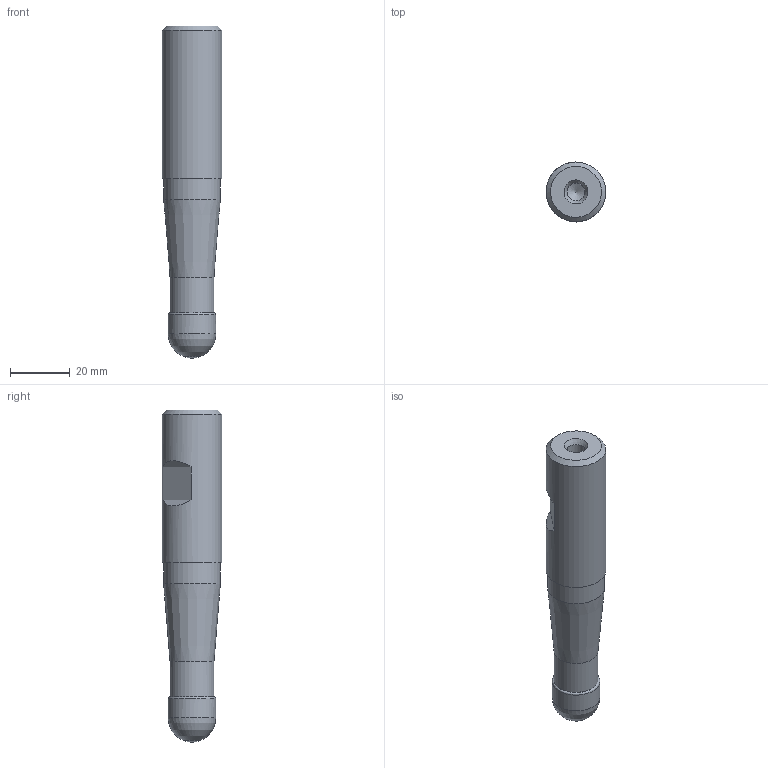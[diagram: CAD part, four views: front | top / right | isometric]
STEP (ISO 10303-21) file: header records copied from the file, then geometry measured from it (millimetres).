
FILE_DESCRIPTION(/* description */ (''),/* implementation_level */ '2;1');
FILE_NAME(/* name */ '16L2R060B20-SZP16-C_115009235ndi000_00-SIM.stp',/* time_stamp */ '2020-01-20T10:14:29+01:00',/* author */ (''),/* organization */ (''),/* preprocessor_version */ 'ST-DEVELOPER v16.7',/* originating_system */ 'SIEMENS PLM Software NX 12.0',/* authorisation */ '');
FILE_SCHEMA (('AUTOMOTIVE_DESIGN { 1 0 10303 214 3 1 1 1 }'));
Length unit declared in the file: millimetre
Products named in the file (1): hm150840C3D7e32g
Bounding box: 20 x 20 x 110.96 mm (x, y, z)
Volume: 27262.4 mm3; surface area: 9126.8 mm2
Topology: 2 solids, 2 shells, 35 faces, 87 edges, 58 vertices
Faces by surface type: revolution 14, cone 8, plane 6, cylinder 4, sphere 3
Full cylindrical faces by diameter (mm): 6 x1, 14.7 x1, 19 x1, 20 x1
Entity records: 809 total; most frequent: CARTESIAN_POINT 149, DIRECTION 136, ORIENTED_EDGE 74, EDGE_LOOP 66, FACE_BOUND 63, AXIS2_PLACEMENT_3D 57, EDGE_CURVE 37, VERTEX_POINT 36
